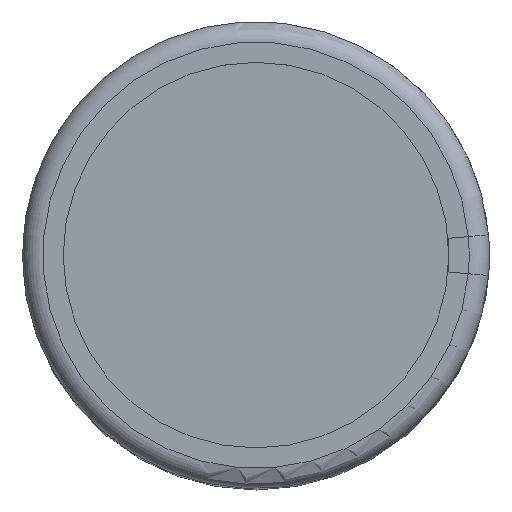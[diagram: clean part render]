
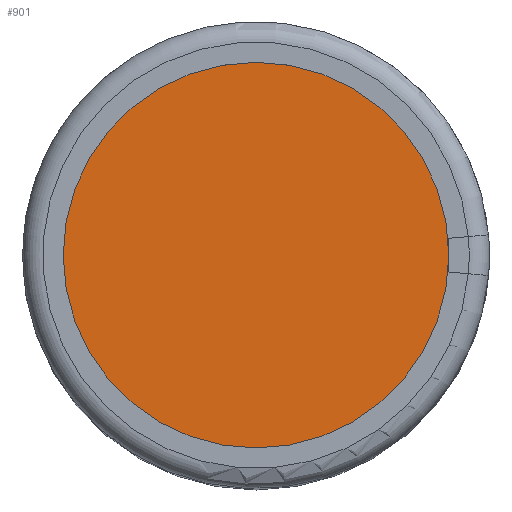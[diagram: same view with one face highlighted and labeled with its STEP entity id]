
A CAD part, top view. The second image highlights one B-rep face of the part: STEP entity #901.
In plain terms, the highlighted planar face has unit normal (0, 0, 1).
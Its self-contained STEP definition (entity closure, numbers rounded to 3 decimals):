
#831=CARTESIAN_POINT('',(-9.5,0.,41.75));
#832=VERTEX_POINT('',#831);
#841=CARTESIAN_POINT('',(9.5,0.0,41.75));
#842=VERTEX_POINT('',#841);
#843=CARTESIAN_POINT('',(0.0,0.0,41.75));
#844=DIRECTION('',(0.0,0.0,-1.0));
#845=DIRECTION('',(-1.0,0.0,0.0));
#846=AXIS2_PLACEMENT_3D('',#843,#844,#845);
#847=CIRCLE('',#846,9.5);
#848=EDGE_CURVE('',#832,#842,#847,.T.);
#882=CARTESIAN_POINT('',(0.0,0.0,41.75));
#883=DIRECTION('',(0.0,0.0,-1.0));
#884=DIRECTION('',(-1.0,0.0,0.0));
#885=AXIS2_PLACEMENT_3D('',#882,#883,#884);
#886=CIRCLE('',#885,9.5);
#887=EDGE_CURVE('',#842,#832,#886,.T.);
#892=CARTESIAN_POINT('',(0.0,0.0,41.75));
#893=DIRECTION('',(0.0,0.0,1.0));
#894=DIRECTION('',(-1.0,0.0,0.0));
#895=AXIS2_PLACEMENT_3D('',#892,#893,#894);
#896=PLANE('',#895);
#897=ORIENTED_EDGE('',*,*,#848,.F.);
#898=ORIENTED_EDGE('',*,*,#887,.F.);
#899=EDGE_LOOP('',(#897,#898));
#900=FACE_OUTER_BOUND('',#899,.T.);
#901=ADVANCED_FACE('',(#900),#896,.T.);
